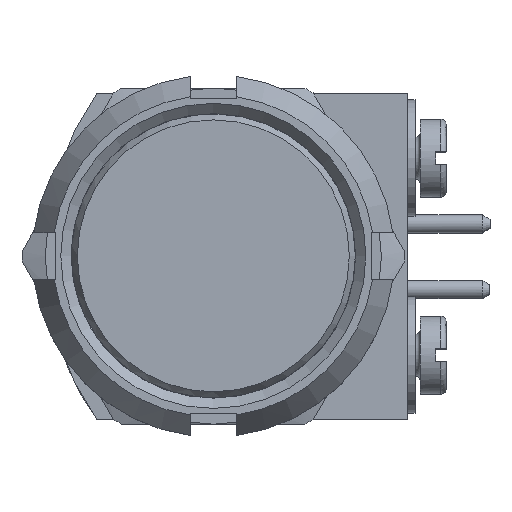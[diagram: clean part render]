
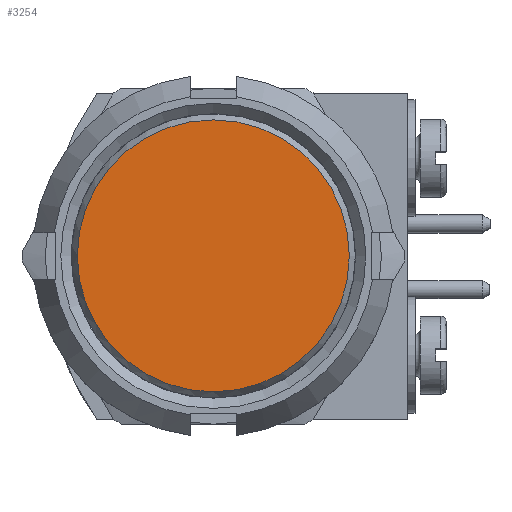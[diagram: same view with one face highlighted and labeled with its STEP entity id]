
A CAD part, top view. The second image highlights one B-rep face of the part: STEP entity #3254.
In plain terms, the highlighted planar face has unit normal (0, 0, 1).
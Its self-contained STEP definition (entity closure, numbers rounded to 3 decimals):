
#457=ORIENTED_EDGE('',*,*,#1135,.F.);
#1135=EDGE_CURVE('',#1474,#1474,#1711,.T.);
#1474=VERTEX_POINT('',#4586);
#1711=CIRCLE('',#3450,5.259);
#1863=EDGE_LOOP('',(#457));
#2106=FACE_BOUND('',#1863,.T.);
#2343=PLANE('',#3449);
#3254=ADVANCED_FACE('',(#2106),#2343,.T.);
#3449=AXIS2_PLACEMENT_3D('',#4584,#3799,#3800);
#3450=AXIS2_PLACEMENT_3D('',#4585,#3801,#3802);
#3799=DIRECTION('',(0.,0.,1.));
#3800=DIRECTION('',(1.,0.,0.));
#3801=DIRECTION('',(0.,0.,-1.));
#3802=DIRECTION('',(1.,0.,0.));
#4584=CARTESIAN_POINT('',(-2.745,0.,26.1));
#4585=CARTESIAN_POINT('',(0.,0.,26.1));
#4586=CARTESIAN_POINT('',(5.259,0.,26.1));
